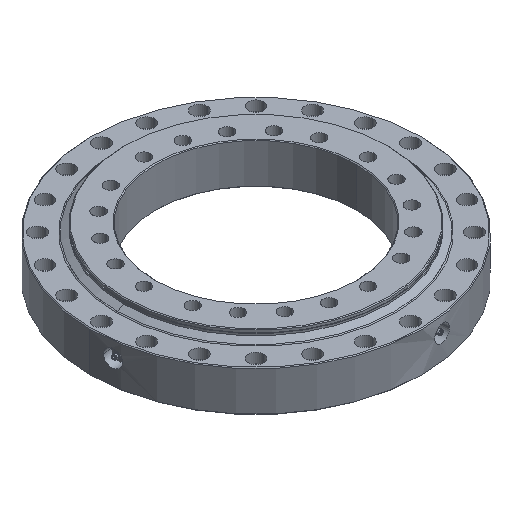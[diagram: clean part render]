
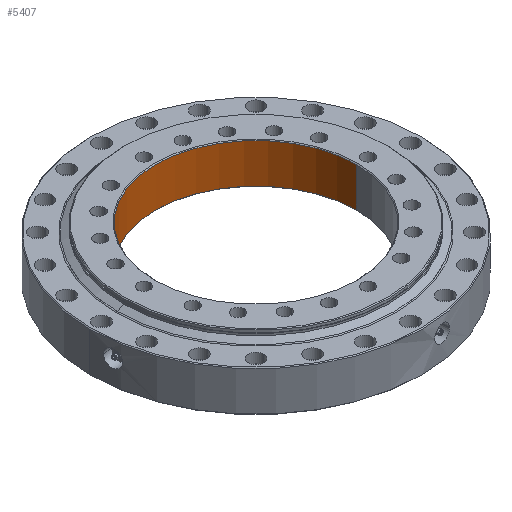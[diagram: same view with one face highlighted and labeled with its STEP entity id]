
A CAD part, isometric view. The second image highlights one B-rep face of the part: STEP entity #5407.
In plain terms, the highlighted cylindrical face has radius 130 mm (diameter 260 mm), a partial arc.
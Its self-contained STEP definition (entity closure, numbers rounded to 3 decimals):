
#194 = CARTESIAN_POINT ( 'NONE',  ( 0., 0., -19.5 ) ) ;
#902 = AXIS2_PLACEMENT_3D ( 'NONE', #194, #9229, #10131 ) ;
#952 = CIRCLE ( 'NONE', #902, 130. ) ;
#1231 = ORIENTED_EDGE ( 'NONE', *, *, #3570, .T. ) ;
#1246 = LINE ( 'NONE', #3797, #10203 ) ;
#1366 = ORIENTED_EDGE ( 'NONE', *, *, #4668, .F. ) ;
#1543 = CIRCLE ( 'NONE', #4262, 130. ) ;
#1623 = FACE_OUTER_BOUND ( 'NONE', #11068, .T. ) ;
#1949 = CARTESIAN_POINT ( 'NONE',  ( 130., 0., -19.5 ) ) ;
#2424 = EDGE_CURVE ( 'NONE', #8389, #11063, #1246, .T. ) ;
#2486 = VERTEX_POINT ( 'NONE', #3030 ) ;
#3030 = CARTESIAN_POINT ( 'NONE',  ( -130., 0., -19.5 ) ) ;
#3247 = CARTESIAN_POINT ( 'NONE',  ( 130., 0., 31.5 ) ) ;
#3442 = DIRECTION ( 'NONE',  ( 0., 0., 1. ) ) ;
#3570 = EDGE_CURVE ( 'NONE', #2486, #8389, #952, .T. ) ;
#3797 = CARTESIAN_POINT ( 'NONE',  ( 130., 0., 0. ) ) ;
#3852 = ORIENTED_EDGE ( 'NONE', *, *, #7124, .T. ) ;
#4014 = CARTESIAN_POINT ( 'NONE',  ( -130., 0., 31.5 ) ) ;
#4262 = AXIS2_PLACEMENT_3D ( 'NONE', #7523, #7494, #7462 ) ;
#4668 = EDGE_CURVE ( 'NONE', #2486, #8943, #7950, .T. ) ;
#4719 = AXIS2_PLACEMENT_3D ( 'NONE', #4847, #11187, #4862 ) ;
#4847 = CARTESIAN_POINT ( 'NONE',  ( 0., 0., 0. ) ) ;
#4862 = DIRECTION ( 'NONE',  ( 1., 0., 0. ) ) ;
#5407 = ADVANCED_FACE ( 'NONE', ( #1623 ), #6200, .F. ) ;
#6200 = CYLINDRICAL_SURFACE ( 'NONE', #4719, 130. ) ;
#7124 = EDGE_CURVE ( 'NONE', #11063, #8943, #1543, .T. ) ;
#7429 = VECTOR ( 'NONE', #10306, 1000. ) ;
#7462 = DIRECTION ( 'NONE',  ( -1., 0., 0. ) ) ;
#7494 = DIRECTION ( 'NONE',  ( 0., 0., 1. ) ) ;
#7523 = CARTESIAN_POINT ( 'NONE',  ( 0., 0., 31.5 ) ) ;
#7950 = LINE ( 'NONE', #8972, #7429 ) ;
#8389 = VERTEX_POINT ( 'NONE', #1949 ) ;
#8943 = VERTEX_POINT ( 'NONE', #4014 ) ;
#8972 = CARTESIAN_POINT ( 'NONE',  ( -130., 0., 0. ) ) ;
#9063 = ORIENTED_EDGE ( 'NONE', *, *, #2424, .T. ) ;
#9229 = DIRECTION ( 'NONE',  ( 0., 0., -1. ) ) ;
#10131 = DIRECTION ( 'NONE',  ( 1., 0., 0. ) ) ;
#10203 = VECTOR ( 'NONE', #3442, 1000. ) ;
#10306 = DIRECTION ( 'NONE',  ( 0., 0., 1. ) ) ;
#11063 = VERTEX_POINT ( 'NONE', #3247 ) ;
#11068 = EDGE_LOOP ( 'NONE', ( #1366, #1231, #9063, #3852 ) ) ;
#11187 = DIRECTION ( 'NONE',  ( 0., 0., 1. ) ) ;
